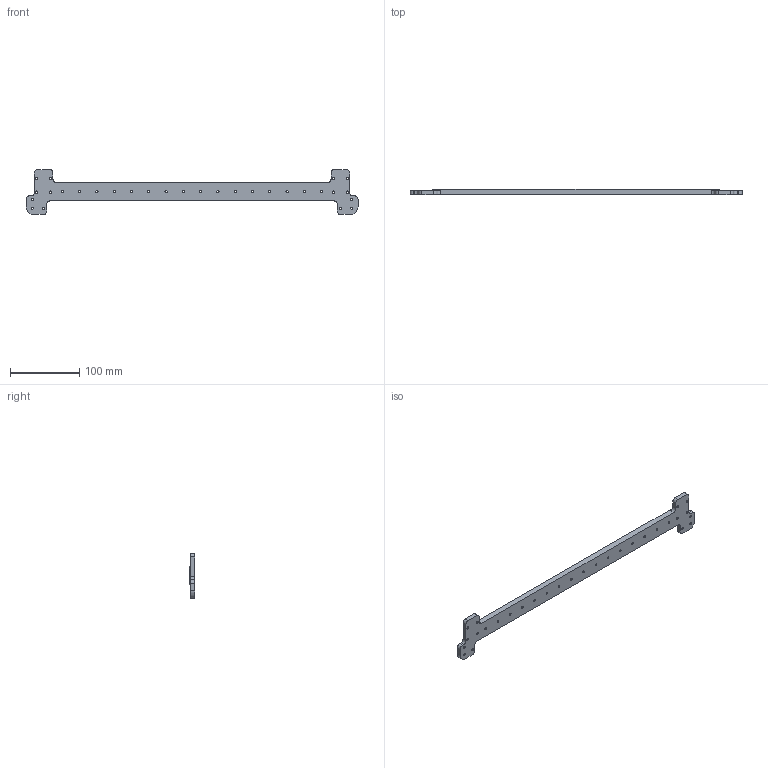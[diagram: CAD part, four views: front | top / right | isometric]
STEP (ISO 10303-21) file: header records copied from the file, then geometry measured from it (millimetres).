
FILE_DESCRIPTION (( 'STEP AP203' ), '1' );
FILE_NAME ('crossbar_6mm_for_400mm_mgn12_rail.STEP', '2020-01-26T22:56:07', ( '' ), ( '' ), 'SwSTEP 2.0', 'SolidWorks 2019', '' );
FILE_SCHEMA (( 'CONFIG_CONTROL_DESIGN' ));
Length unit declared in the file: millimetre
Products named in the file (1): crossbar_6mm_for_400mm_mgn12_rail
Bounding box: 480 x 8.5 x 65 mm (x, y, z)
Volume: 52262.6 mm3; surface area: 49368.6 mm2
Topology: 1 solids, 1 shells, 223 faces, 621 edges, 414 vertices
Faces by surface type: cylinder 133, plane 90
Entity records: 7458 total; most frequent: DIRECTION 1335, CARTESIAN_POINT 1259, ORIENTED_EDGE 1242, EDGE_CURVE 621, AXIS2_PLACEMENT_3D 490, VERTEX_POINT 414, LINE 355, VECTOR 355
